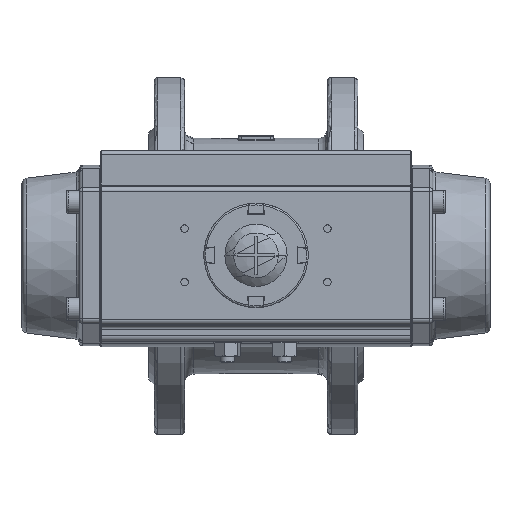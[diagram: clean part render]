
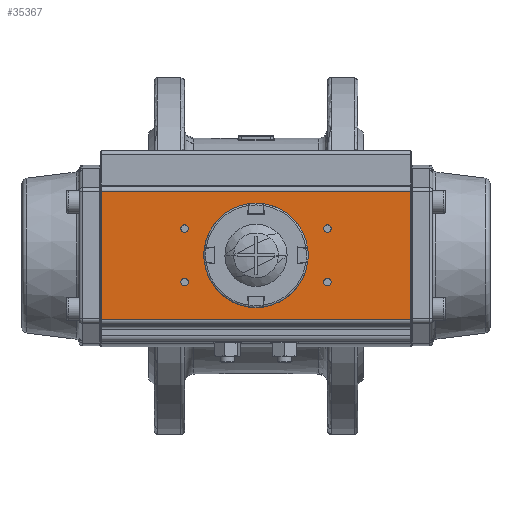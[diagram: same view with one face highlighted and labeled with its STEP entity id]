
A CAD part, top view. The second image highlights one B-rep face of the part: STEP entity #35367.
In plain terms, the highlighted planar face has unit normal (0, 0, 1).
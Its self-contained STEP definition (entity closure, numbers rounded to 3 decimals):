
#30317=CARTESIAN_POINT('',(86.724,-36.048,232.5));
#30318=VERTEX_POINT('',#30317);
#30326=CARTESIAN_POINT('',(-86.724,-36.048,232.5));
#30327=VERTEX_POINT('',#30326);
#30328=CARTESIAN_POINT('',(-86.724,-36.048,232.5));
#30329=DIRECTION('',(1.,-0.,-0.));
#30330=VECTOR('',#30329,173.449);
#30331=LINE('',#30328,#30330);
#30332=EDGE_CURVE('',#30327,#30318,#30331,.T.);
#30359=CARTESIAN_POINT('',(-86.724,36.052,232.5));
#30360=VERTEX_POINT('',#30359);
#30368=CARTESIAN_POINT('',(86.724,36.052,232.5));
#30369=VERTEX_POINT('',#30368);
#30370=CARTESIAN_POINT('',(86.724,36.052,232.5));
#30371=DIRECTION('',(-1.,0.,0.));
#30372=VECTOR('',#30371,173.449);
#30373=LINE('',#30370,#30372);
#30374=EDGE_CURVE('',#30369,#30360,#30373,.T.);
#31404=CARTESIAN_POINT('',(-42.1,-15.,232.5));
#31405=VERTEX_POINT('',#31404);
#31413=CARTESIAN_POINT('',(-37.9,-15.,232.5));
#31414=VERTEX_POINT('',#31413);
#31421=CARTESIAN_POINT('',(-40.,-15.,232.5));
#31422=DIRECTION('',(0.,-0.,1.));
#31423=DIRECTION('',(1.,-0.,-0.));
#31424=AXIS2_PLACEMENT_3D('',#31421,#31422,#31423);
#31425=CIRCLE('',#31424,2.1);
#31426=EDGE_CURVE('NONE',#31414,#31405,#31425,.T.);
#31436=CARTESIAN_POINT('',(-42.1,15.,232.5));
#31437=VERTEX_POINT('',#31436);
#31445=CARTESIAN_POINT('',(-37.9,15.,232.5));
#31446=VERTEX_POINT('',#31445);
#31453=CARTESIAN_POINT('',(-40.,15.,232.5));
#31454=DIRECTION('',(0.,-0.,1.));
#31455=DIRECTION('',(1.,-0.,-0.));
#31456=AXIS2_PLACEMENT_3D('',#31453,#31454,#31455);
#31457=CIRCLE('',#31456,2.1);
#31458=EDGE_CURVE('NONE',#31446,#31437,#31457,.T.);
#31468=CARTESIAN_POINT('',(37.9,-15.,232.5));
#31469=VERTEX_POINT('',#31468);
#31477=CARTESIAN_POINT('',(42.1,-15.,232.5));
#31478=VERTEX_POINT('',#31477);
#31485=CARTESIAN_POINT('',(40.,-15.,232.5));
#31486=DIRECTION('',(0.,-0.,1.));
#31487=DIRECTION('',(1.,-0.,-0.));
#31488=AXIS2_PLACEMENT_3D('',#31485,#31486,#31487);
#31489=CIRCLE('',#31488,2.1);
#31490=EDGE_CURVE('NONE',#31478,#31469,#31489,.T.);
#31500=CARTESIAN_POINT('',(37.9,15.,232.5));
#31501=VERTEX_POINT('',#31500);
#31509=CARTESIAN_POINT('',(42.1,15.,232.5));
#31510=VERTEX_POINT('',#31509);
#31517=CARTESIAN_POINT('',(40.,15.,232.5));
#31518=DIRECTION('',(0.,-0.,1.));
#31519=DIRECTION('',(1.,-0.,-0.));
#31520=AXIS2_PLACEMENT_3D('',#31517,#31518,#31519);
#31521=CIRCLE('',#31520,2.1);
#31522=EDGE_CURVE('NONE',#31510,#31501,#31521,.T.);
#31818=CARTESIAN_POINT('',(12.5,0.,232.5));
#31819=VERTEX_POINT('',#31818);
#31826=CARTESIAN_POINT('',(-12.5,0.,232.5));
#31827=VERTEX_POINT('',#31826);
#31828=CARTESIAN_POINT('',(0.,0.,232.5));
#31829=DIRECTION('',(-0.,-0.,-1.));
#31830=DIRECTION('',(-1.,0.,0.));
#31831=AXIS2_PLACEMENT_3D('',#31828,#31829,#31830);
#31832=CIRCLE('',#31831,12.5);
#31833=EDGE_CURVE('',#31827,#31819,#31832,.T.);
#34451=CARTESIAN_POINT('',(0.,0.,232.5));
#34452=DIRECTION('',(-0.,-0.,-1.));
#34453=DIRECTION('',(-1.,0.,0.));
#34454=AXIS2_PLACEMENT_3D('',#34451,#34452,#34453);
#34455=CIRCLE('',#34454,12.5);
#34456=EDGE_CURVE('',#31819,#31827,#34455,.T.);
#34585=CARTESIAN_POINT('',(40.,15.,232.5));
#34586=DIRECTION('',(0.,-0.,1.));
#34587=DIRECTION('',(1.,-0.,-0.));
#34588=AXIS2_PLACEMENT_3D('',#34585,#34586,#34587);
#34589=CIRCLE('',#34588,2.1);
#34590=EDGE_CURVE('NONE',#31501,#31510,#34589,.T.);
#34603=CARTESIAN_POINT('',(40.,-15.,232.5));
#34604=DIRECTION('',(0.,-0.,1.));
#34605=DIRECTION('',(1.,-0.,-0.));
#34606=AXIS2_PLACEMENT_3D('',#34603,#34604,#34605);
#34607=CIRCLE('',#34606,2.1);
#34608=EDGE_CURVE('NONE',#31469,#31478,#34607,.T.);
#34621=CARTESIAN_POINT('',(-40.,15.,232.5));
#34622=DIRECTION('',(0.,-0.,1.));
#34623=DIRECTION('',(1.,-0.,-0.));
#34624=AXIS2_PLACEMENT_3D('',#34621,#34622,#34623);
#34625=CIRCLE('',#34624,2.1);
#34626=EDGE_CURVE('NONE',#31437,#31446,#34625,.T.);
#34639=CARTESIAN_POINT('',(-40.,-15.,232.5));
#34640=DIRECTION('',(0.,-0.,1.));
#34641=DIRECTION('',(1.,-0.,-0.));
#34642=AXIS2_PLACEMENT_3D('',#34639,#34640,#34641);
#34643=CIRCLE('',#34642,2.1);
#34644=EDGE_CURVE('NONE',#31405,#31414,#34643,.T.);
#35326=CARTESIAN_POINT('',(87.,-38.,232.5));
#35327=DIRECTION('',(-0.,-0.,-1.));
#35328=DIRECTION('',(0.,1.,-0.));
#35329=AXIS2_PLACEMENT_3D('',#35326,#35327,#35328);
#35330=PLANE('',#35329);
#35331=ORIENTED_EDGE('',*,*,#31426,.F.);
#35332=ORIENTED_EDGE('',*,*,#34644,.F.);
#35333=EDGE_LOOP('',(#35331,#35332));
#35334=FACE_BOUND('',#35333,.T.);
#35335=ORIENTED_EDGE('',*,*,#31458,.F.);
#35336=ORIENTED_EDGE('',*,*,#34626,.F.);
#35337=EDGE_LOOP('',(#35335,#35336));
#35338=FACE_BOUND('',#35337,.T.);
#35339=ORIENTED_EDGE('',*,*,#31490,.F.);
#35340=ORIENTED_EDGE('',*,*,#34608,.F.);
#35341=EDGE_LOOP('',(#35339,#35340));
#35342=FACE_BOUND('',#35341,.T.);
#35343=ORIENTED_EDGE('',*,*,#31522,.F.);
#35344=ORIENTED_EDGE('',*,*,#34590,.F.);
#35345=EDGE_LOOP('',(#35343,#35344));
#35346=FACE_BOUND('',#35345,.T.);
#35347=ORIENTED_EDGE('',*,*,#30374,.T.);
#35348=CARTESIAN_POINT('',(-86.724,36.052,232.5));
#35349=DIRECTION('',(-0.,-1.,0.));
#35350=VECTOR('',#35349,72.1);
#35351=LINE('',#35348,#35350);
#35352=EDGE_CURVE('',#30360,#30327,#35351,.T.);
#35353=ORIENTED_EDGE('',*,*,#35352,.T.);
#35354=ORIENTED_EDGE('',*,*,#30332,.T.);
#35355=CARTESIAN_POINT('',(86.724,-36.048,232.5));
#35356=DIRECTION('',(0.,1.,-0.));
#35357=VECTOR('',#35356,72.1);
#35358=LINE('',#35355,#35357);
#35359=EDGE_CURVE('',#30318,#30369,#35358,.T.);
#35360=ORIENTED_EDGE('',*,*,#35359,.T.);
#35361=EDGE_LOOP('',(#35347,#35353,#35354,#35360));
#35362=FACE_BOUND('',#35361,.T.);
#35363=ORIENTED_EDGE('',*,*,#34456,.T.);
#35364=ORIENTED_EDGE('',*,*,#31833,.T.);
#35365=EDGE_LOOP('',(#35363,#35364));
#35366=FACE_BOUND('',#35365,.T.);
#35367=ADVANCED_FACE('',(#35334,#35338,#35342,#35346,#35362,#35366),#35330,.F.);
